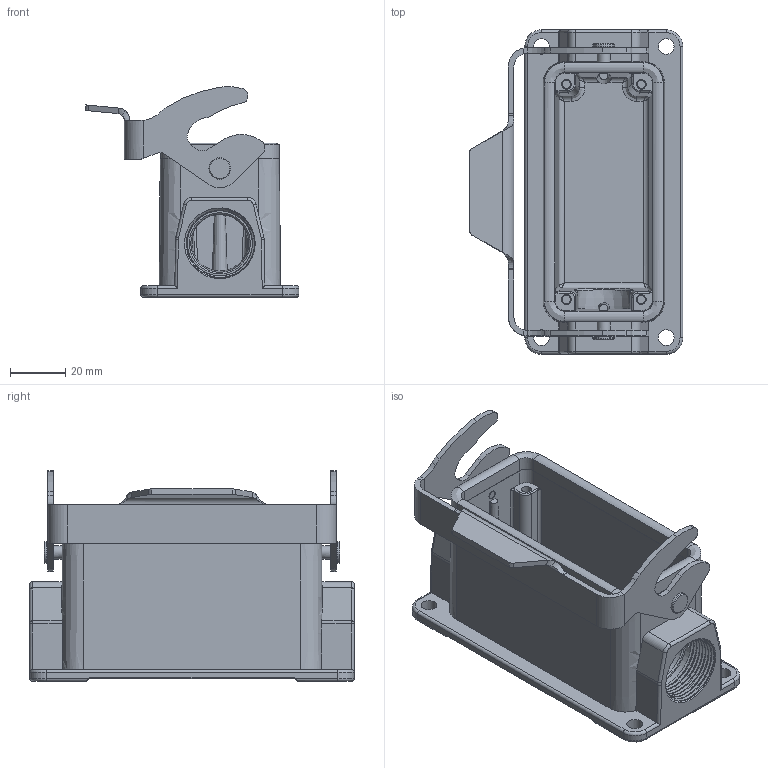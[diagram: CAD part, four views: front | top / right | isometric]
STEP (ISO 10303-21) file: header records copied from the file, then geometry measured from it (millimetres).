
FILE_DESCRIPTION(/* description */ (''),/* implementation_level */ '2;1');
FILE_NAME(/* name */ 'H16B-SF-1L-XXX.stp',/* time_stamp */ '2022-08-12T09:57:02+08:00',/* author */ (''),/* organization */ (''),/* preprocessor_version */ 'ST-DEVELOPER v16',/* originating_system */ 'SIEMENS PLM Software NX 10.0',/* authorisation */ '');
FILE_SCHEMA (('AP203_CONFIGURATION_CONTROLLED_3D_DESIGN_OF_MECHANICAL_PARTS_AND_ASSEMBLIES_MIM_LF { 1 0 10303 403 2 1 2}'));
Length unit declared in the file: millimetre
Products named in the file (1): Admi11682A00h7jl
Bounding box: 77.06 x 117 x 75.98 mm (x, y, z)
Volume: 105932.1 mm3; surface area: 54589 mm2
Topology: 1 solids, 1 shells, 368 faces, 931 edges, 588 vertices
Faces by surface type: cylinder 164, plane 126, bspline 37, torus 20, cone 13, revolution 4, extrusion 4
Full cylindrical faces by diameter (mm): 3 x6, 3.5 x4, 4.8 x4, 5.7 x4, 7.8 x2, 23.499 x1, 23.5 x8
Entity records: 13623 total; most frequent: CARTESIAN_POINT 5234, ORIENTED_EDGE 1738, DIRECTION 1682, EDGE_CURVE 869, AXIS2_PLACEMENT_3D 632, VERTEX_POINT 563, EDGE_LOOP 422, VECTOR 414
